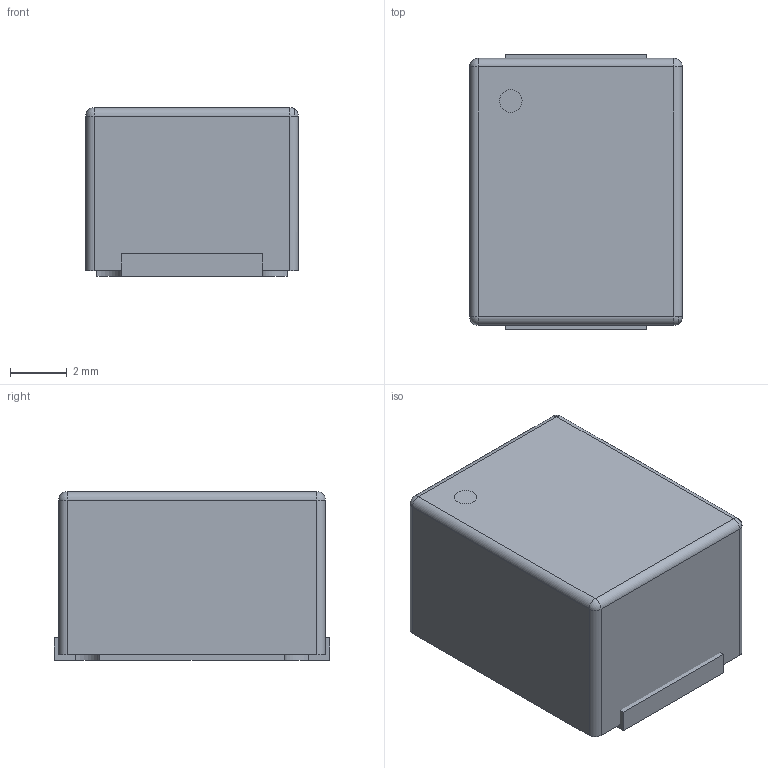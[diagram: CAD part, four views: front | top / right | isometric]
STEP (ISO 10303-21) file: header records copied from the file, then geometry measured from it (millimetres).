
FILE_DESCRIPTION((''),'2;1');
FILE_NAME('OSC_RAKON_RFPO40.stp','2011-10-20T18:26:48',(''),(''),'Mechanical Desktop 2011','Mechanical Desktop 2011',', , ');
FILE_SCHEMA(('AUTOMOTIVE_DESIGN { 1 2 10303 214 1 1 1 1 }'));
Length unit declared in the file: millimetre
Products named in the file (1): Product
Bounding box: 7.5 x 9.7 x 5.95 mm (x, y, z)
Surface area: 492.7 mm2
Topology: 7 solids, 7 shells, 68 faces, 138 edges, 87 vertices
Faces by surface type: cylinder 32, plane 31, sphere 5
Entity records: 1840 total; most frequent: DIRECTION 342, CARTESIAN_POINT 292, ORIENTED_EDGE 272, AXIS2_PLACEMENT_3D 137, EDGE_CURVE 136, VERTEX_POINT 87, EDGE_LOOP 73, VECTOR 68
